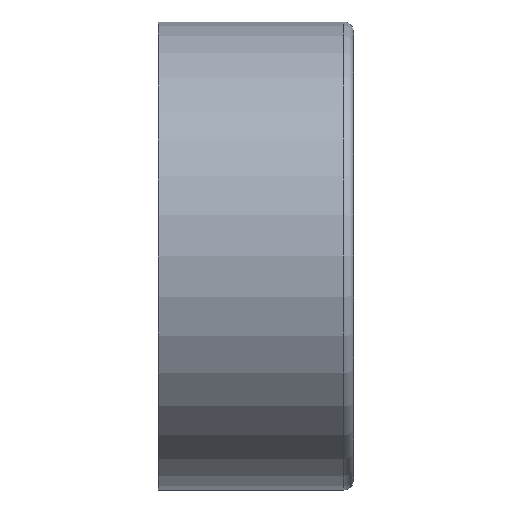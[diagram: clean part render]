
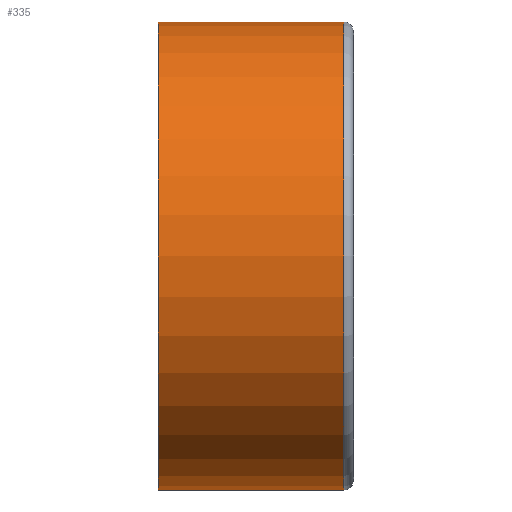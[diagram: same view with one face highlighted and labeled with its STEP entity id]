
A CAD part, left-side view. The second image highlights one B-rep face of the part: STEP entity #335.
In plain terms, the highlighted cylindrical face has radius 7.2 mm (diameter 14.4 mm), a partial arc.
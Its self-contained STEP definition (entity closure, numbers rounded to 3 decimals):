
#19 = DIRECTION ( 'NONE',  ( 0., 1., 0. ) ) ;
#38 = VERTEX_POINT ( 'NONE', #156 ) ;
#44 = DIRECTION ( 'NONE',  ( 0., 0., -1. ) ) ;
#49 = CARTESIAN_POINT ( 'NONE',  ( 0., -2.7, 0. ) ) ;
#60 = CIRCLE ( 'NONE', #358, 7.2 ) ;
#67 = DIRECTION ( 'NONE',  ( 0., 0., -1. ) ) ;
#70 = EDGE_CURVE ( 'NONE', #38, #153, #60, .T. ) ;
#82 = CYLINDRICAL_SURFACE ( 'NONE', #400, 7.2 ) ;
#109 = CARTESIAN_POINT ( 'NONE',  ( 0., -3.81, 7.2 ) ) ;
#147 = LINE ( 'NONE', #210, #183 ) ;
#150 = VERTEX_POINT ( 'NONE', #364 ) ;
#151 = EDGE_CURVE ( 'NONE', #38, #150, #402, .T. ) ;
#153 = VERTEX_POINT ( 'NONE', #399 ) ;
#156 = CARTESIAN_POINT ( 'NONE',  ( 0., 3., 7.2 ) ) ;
#183 = VECTOR ( 'NONE', #271, 1000. ) ;
#192 = ORIENTED_EDGE ( 'NONE', *, *, #424, .T. ) ;
#205 = DIRECTION ( 'NONE',  ( 0., -1., 0. ) ) ;
#210 = CARTESIAN_POINT ( 'NONE',  ( 0., -3.81, -7.2 ) ) ;
#215 = DIRECTION ( 'NONE',  ( 0., -1., 0. ) ) ;
#235 = DIRECTION ( 'NONE',  ( 0., -1., 0. ) ) ;
#250 = DIRECTION ( 'NONE',  ( 0., 0., 1. ) ) ;
#266 = CIRCLE ( 'NONE', #325, 7.2 ) ;
#271 = DIRECTION ( 'NONE',  ( 0., -1., 0. ) ) ;
#274 = ORIENTED_EDGE ( 'NONE', *, *, #70, .T. ) ;
#306 = CARTESIAN_POINT ( 'NONE',  ( 0., -3.81, 0. ) ) ;
#317 = CARTESIAN_POINT ( 'NONE',  ( 0., -2.7, -7.2 ) ) ;
#323 = VECTOR ( 'NONE', #235, 1000. ) ;
#325 = AXIS2_PLACEMENT_3D ( 'NONE', #49, #19, #250 ) ;
#335 = ADVANCED_FACE ( 'NONE', ( #379 ), #82, .T. ) ;
#338 = ORIENTED_EDGE ( 'NONE', *, *, #360, .T. ) ;
#350 = EDGE_LOOP ( 'NONE', ( #409, #274, #338, #192 ) ) ;
#358 = AXIS2_PLACEMENT_3D ( 'NONE', #396, #205, #67 ) ;
#360 = EDGE_CURVE ( 'NONE', #153, #411, #147, .T. ) ;
#364 = CARTESIAN_POINT ( 'NONE',  ( 0., -2.7, 7.2 ) ) ;
#379 = FACE_OUTER_BOUND ( 'NONE', #350, .T. ) ;
#396 = CARTESIAN_POINT ( 'NONE',  ( 0., 3., 0. ) ) ;
#399 = CARTESIAN_POINT ( 'NONE',  ( 0., 3., -7.2 ) ) ;
#400 = AXIS2_PLACEMENT_3D ( 'NONE', #306, #215, #44 ) ;
#402 = LINE ( 'NONE', #109, #323 ) ;
#409 = ORIENTED_EDGE ( 'NONE', *, *, #151, .F. ) ;
#411 = VERTEX_POINT ( 'NONE', #317 ) ;
#424 = EDGE_CURVE ( 'NONE', #411, #150, #266, .T. ) ;
